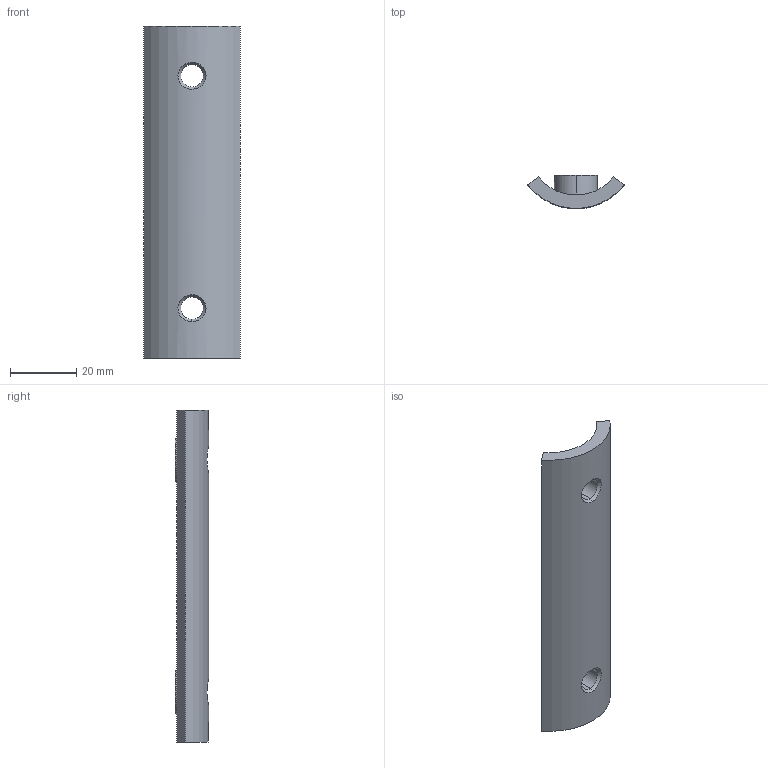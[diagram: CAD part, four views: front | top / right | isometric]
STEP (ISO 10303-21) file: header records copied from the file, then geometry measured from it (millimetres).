
FILE_DESCRIPTION (( 'STEP AP203' ), '1' );
FILE_NAME ('50132-240P.STEP', '2021-03-10T09:06:19', ( '' ), ( '' ), 'SwSTEP 2.0', 'SolidWorks 2018', '' );
FILE_SCHEMA (( 'CONFIG_CONTROL_DESIGN' ));
Length unit declared in the file: millimetre
Products named in the file (2): 50132-240P
Bounding box: 29 x 10 x 100 mm (x, y, z)
Volume: 13125.8 mm3; surface area: 8170.4 mm2
Topology: 1 solids, 1 shells, 442 faces, 1185 edges, 788 vertices
Faces by surface type: plane 207, bspline 171, cylinder 60, cone 4
Entity records: 23256 total; most frequent: CARTESIAN_POINT 13258, ORIENTED_EDGE 2370, DIRECTION 1487, EDGE_CURVE 1185, VERTEX_POINT 788, LINE 569, VECTOR 569, EDGE_LOOP 489
